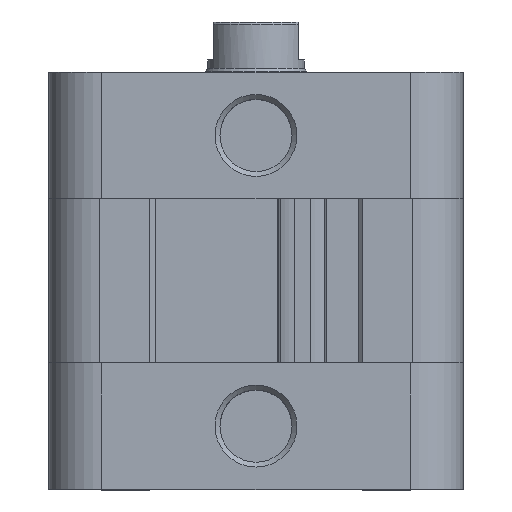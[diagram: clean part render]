
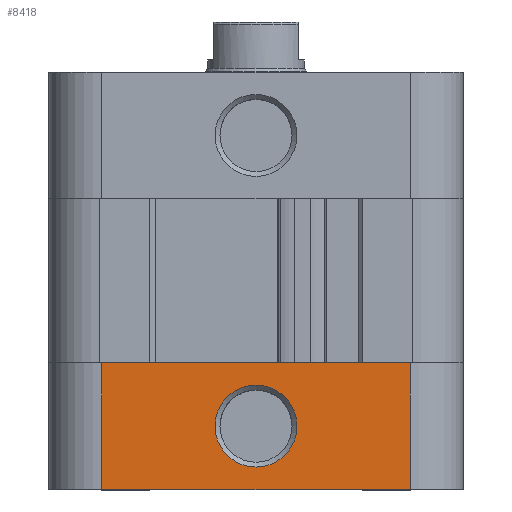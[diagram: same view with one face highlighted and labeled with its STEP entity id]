
A CAD part, top view. The second image highlights one B-rep face of the part: STEP entity #8418.
In plain terms, the highlighted face is planar.
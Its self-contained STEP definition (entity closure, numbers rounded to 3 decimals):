
#294=FACE_BOUND('',#1482,.T.);
#555=CIRCLE('',#9109,4.864);
#956=FACE_OUTER_BOUND('',#1481,.T.);
#1481=EDGE_LOOP('',(#6931,#6932,#6933,#6934));
#1482=EDGE_LOOP('',(#6935));
#2227=LINE('',#13440,#3087);
#2228=LINE('',#13442,#3088);
#2229=LINE('',#13444,#3089);
#2230=LINE('',#13445,#3090);
#3087=VECTOR('',#10943,36.6);
#3088=VECTOR('',#10944,15.);
#3089=VECTOR('',#10945,36.6);
#3090=VECTOR('',#10946,15.);
#3937=VERTEX_POINT('',#13438);
#3938=VERTEX_POINT('',#13439);
#3939=VERTEX_POINT('',#13441);
#3940=VERTEX_POINT('',#13443);
#3941=VERTEX_POINT('',#13446);
#4994=EDGE_CURVE('',#3937,#3938,#2227,.T.);
#4995=EDGE_CURVE('',#3939,#3938,#2228,.T.);
#4996=EDGE_CURVE('',#3940,#3939,#2229,.T.);
#4997=EDGE_CURVE('',#3940,#3937,#2230,.T.);
#4998=EDGE_CURVE('',#3941,#3941,#555,.T.);
#6931=ORIENTED_EDGE('',*,*,#4994,.T.);
#6932=ORIENTED_EDGE('',*,*,#4995,.F.);
#6933=ORIENTED_EDGE('',*,*,#4996,.F.);
#6934=ORIENTED_EDGE('',*,*,#4997,.T.);
#6935=ORIENTED_EDGE('',*,*,#4998,.F.);
#8016=PLANE('',#9108);
#8418=ADVANCED_FACE('',(#956,#294),#8016,.F.);
#9108=AXIS2_PLACEMENT_3D('',#13437,#10941,#10942);
#9109=AXIS2_PLACEMENT_3D('',#13447,#10947,#10948);
#10941=DIRECTION('center_axis',(0.,1.,0.));
#10942=DIRECTION('ref_axis',(0.,0.,1.));
#10943=DIRECTION('',(1.,0.,0.));
#10944=DIRECTION('',(0.,0.,-1.));
#10945=DIRECTION('',(1.,0.,0.));
#10946=DIRECTION('',(0.,0.,-1.));
#10947=DIRECTION('center_axis',(0.,-1.,0.));
#10948=DIRECTION('ref_axis',(0.,0.,-1.));
#13437=CARTESIAN_POINT('Origin',(-18.3,-24.6,15.));
#13438=CARTESIAN_POINT('',(-18.3,-24.6,0.));
#13439=CARTESIAN_POINT('',(18.3,-24.6,0.));
#13440=CARTESIAN_POINT('',(-18.3,-24.6,0.));
#13441=CARTESIAN_POINT('',(18.3,-24.6,15.));
#13442=CARTESIAN_POINT('',(18.3,-24.6,15.));
#13443=CARTESIAN_POINT('',(-18.3,-24.6,15.));
#13444=CARTESIAN_POINT('',(-18.3,-24.6,15.));
#13445=CARTESIAN_POINT('',(-18.3,-24.6,15.));
#13446=CARTESIAN_POINT('',(0.,-24.6,2.636));
#13447=CARTESIAN_POINT('Origin',(0.,-24.6,7.5));
